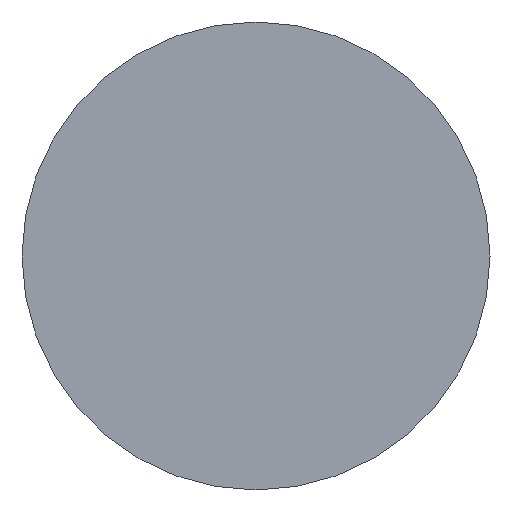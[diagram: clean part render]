
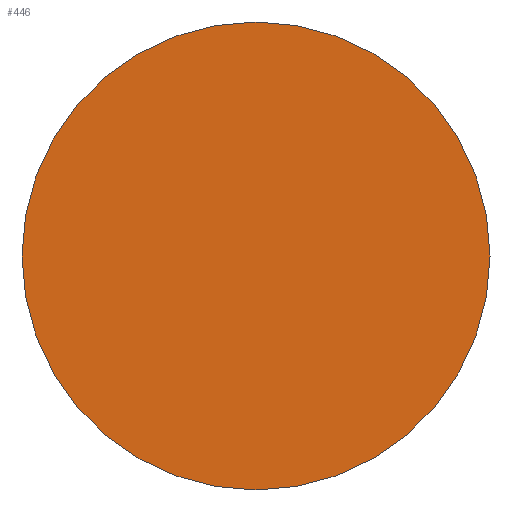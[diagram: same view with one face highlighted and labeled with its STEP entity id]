
A CAD part, front view. The second image highlights one B-rep face of the part: STEP entity #446.
In plain terms, the highlighted planar face has unit normal (0, -1, 0).
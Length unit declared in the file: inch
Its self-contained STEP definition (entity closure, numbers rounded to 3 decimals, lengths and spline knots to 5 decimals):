
#10 = DIRECTION ( 'NONE',  ( 0., -1., 0. ) ) ;
#63 = DIRECTION ( 'NONE',  ( 0., -1., 0. ) ) ;
#69 = EDGE_CURVE ( 'NONE', #336, #294, #341, .T. ) ;
#104 = CARTESIAN_POINT ( 'NONE',  ( 0., 0., 0. ) ) ;
#130 = CIRCLE ( 'NONE', #317, 0.125 ) ;
#134 = DIRECTION ( 'NONE',  ( 0., -1., 0. ) ) ;
#135 = CARTESIAN_POINT ( 'NONE',  ( 0., 0., -0.125 ) ) ;
#140 = AXIS2_PLACEMENT_3D ( 'NONE', #369, #10, #160 ) ;
#160 = DIRECTION ( 'NONE',  ( 0., 0., -1. ) ) ;
#185 = AXIS2_PLACEMENT_3D ( 'NONE', #206, #134, #418 ) ;
#202 = ORIENTED_EDGE ( 'NONE', *, *, #319, .T. ) ;
#206 = CARTESIAN_POINT ( 'NONE',  ( 0., 0., 0. ) ) ;
#261 = ORIENTED_EDGE ( 'NONE', *, *, #69, .T. ) ;
#287 = PLANE ( 'NONE',  #140 ) ;
#294 = VERTEX_POINT ( 'NONE', #435 ) ;
#317 = AXIS2_PLACEMENT_3D ( 'NONE', #104, #63, #417 ) ;
#319 = EDGE_CURVE ( 'NONE', #294, #336, #130, .T. ) ;
#322 = FACE_OUTER_BOUND ( 'NONE', #410, .T. ) ;
#336 = VERTEX_POINT ( 'NONE', #135 ) ;
#341 = CIRCLE ( 'NONE', #185, 0.125 ) ;
#369 = CARTESIAN_POINT ( 'NONE',  ( 0., 0., 0. ) ) ;
#410 = EDGE_LOOP ( 'NONE', ( #261, #202 ) ) ;
#417 = DIRECTION ( 'NONE',  ( 0., 0., -1. ) ) ;
#418 = DIRECTION ( 'NONE',  ( 0., 0., -1. ) ) ;
#435 = CARTESIAN_POINT ( 'NONE',  ( 0., 0., 0.125 ) ) ;
#446 = ADVANCED_FACE ( 'NONE', ( #322 ), #287, .T. ) ;
